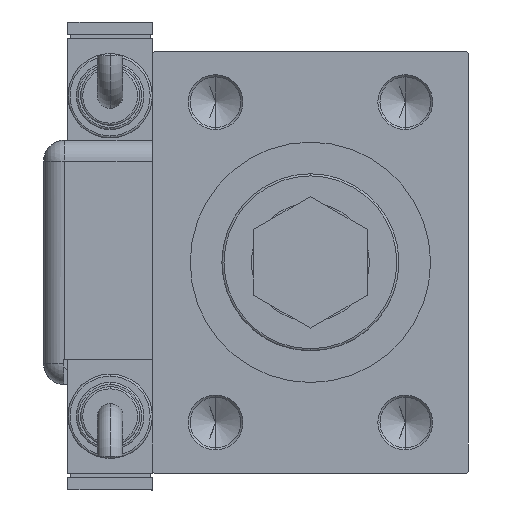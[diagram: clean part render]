
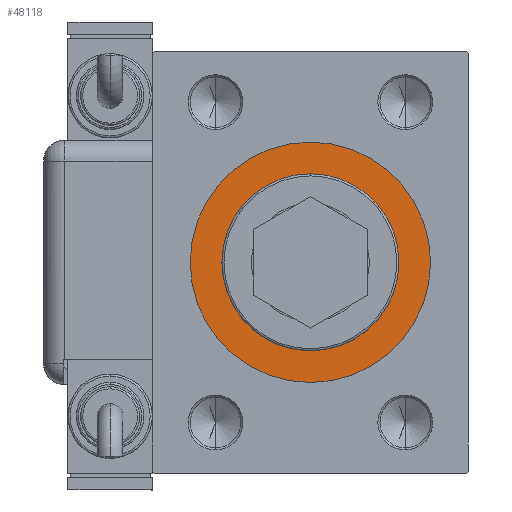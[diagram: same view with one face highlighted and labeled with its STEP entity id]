
A CAD part, left-side view. The second image highlights one B-rep face of the part: STEP entity #48118.
In plain terms, the highlighted face is planar.
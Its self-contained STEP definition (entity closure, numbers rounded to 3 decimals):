
#432 = DIRECTION ( 'NONE',  ( 0., 0., -1. ) ) ;
#2319 = CARTESIAN_POINT ( 'NONE',  ( 112.2, 0., -21. ) ) ;
#2855 = CIRCLE ( 'NONE', #17700, 21. ) ;
#4219 = ORIENTED_EDGE ( 'NONE', *, *, #38880, .T. ) ;
#5014 = ORIENTED_EDGE ( 'NONE', *, *, #31549, .F. ) ;
#5095 = CARTESIAN_POINT ( 'NONE',  ( 112.2, 0., 0. ) ) ;
#9441 = DIRECTION ( 'NONE',  ( 1., 0., 0. ) ) ;
#9956 = VERTEX_POINT ( 'NONE', #21055 ) ;
#17700 = AXIS2_PLACEMENT_3D ( 'NONE', #45088, #35166, #44167 ) ;
#18755 = FACE_OUTER_BOUND ( 'NONE', #37185, .T. ) ;
#19025 = AXIS2_PLACEMENT_3D ( 'NONE', #41276, #40053, #31365 ) ;
#19498 = EDGE_CURVE ( 'NONE', #58144, #9956, #40554, .T. ) ;
#19997 = VERTEX_POINT ( 'NONE', #2319 ) ;
#20546 = AXIS2_PLACEMENT_3D ( 'NONE', #58758, #34559, #53482 ) ;
#20725 = CARTESIAN_POINT ( 'NONE',  ( 112.2, 0., -28.5 ) ) ;
#21055 = CARTESIAN_POINT ( 'NONE',  ( 112.2, 0., 28.5 ) ) ;
#23588 = VERTEX_POINT ( 'NONE', #50664 ) ;
#24358 = PLANE ( 'NONE',  #38184 ) ;
#28600 = EDGE_CURVE ( 'NONE', #23588, #19997, #30494, .T. ) ;
#30494 = CIRCLE ( 'NONE', #20546, 21. ) ;
#30640 = AXIS2_PLACEMENT_3D ( 'NONE', #37210, #56141, #46829 ) ;
#31365 = DIRECTION ( 'NONE',  ( 0., 0., -1. ) ) ;
#31549 = EDGE_CURVE ( 'NONE', #19997, #23588, #2855, .T. ) ;
#34559 = DIRECTION ( 'NONE',  ( 1., 0., 0. ) ) ;
#35166 = DIRECTION ( 'NONE',  ( 1., 0., 0. ) ) ;
#37185 = EDGE_LOOP ( 'NONE', ( #60202, #4219 ) ) ;
#37210 = CARTESIAN_POINT ( 'NONE',  ( 112.2, 0., 0. ) ) ;
#38184 = AXIS2_PLACEMENT_3D ( 'NONE', #5095, #9441, #432 ) ;
#38880 = EDGE_CURVE ( 'NONE', #9956, #58144, #42841, .T. ) ;
#40053 = DIRECTION ( 'NONE',  ( 1., 0., 0. ) ) ;
#40554 = CIRCLE ( 'NONE', #30640, 28.5 ) ;
#41276 = CARTESIAN_POINT ( 'NONE',  ( 112.2, 0., 0. ) ) ;
#42360 = FACE_BOUND ( 'NONE', #46032, .T. ) ;
#42841 = CIRCLE ( 'NONE', #19025, 28.5 ) ;
#44167 = DIRECTION ( 'NONE',  ( 0., 0., -1. ) ) ;
#45047 = ORIENTED_EDGE ( 'NONE', *, *, #28600, .F. ) ;
#45088 = CARTESIAN_POINT ( 'NONE',  ( 112.2, 0., 0. ) ) ;
#46032 = EDGE_LOOP ( 'NONE', ( #45047, #5014 ) ) ;
#46829 = DIRECTION ( 'NONE',  ( 0., 0., -1. ) ) ;
#48118 = ADVANCED_FACE ( 'NONE', ( #42360, #18755 ), #24358, .T. ) ;
#50664 = CARTESIAN_POINT ( 'NONE',  ( 112.2, 0., 21. ) ) ;
#53482 = DIRECTION ( 'NONE',  ( 0., 0., -1. ) ) ;
#56141 = DIRECTION ( 'NONE',  ( 1., 0., 0. ) ) ;
#58144 = VERTEX_POINT ( 'NONE', #20725 ) ;
#58758 = CARTESIAN_POINT ( 'NONE',  ( 112.2, 0., 0. ) ) ;
#60202 = ORIENTED_EDGE ( 'NONE', *, *, #19498, .T. ) ;
